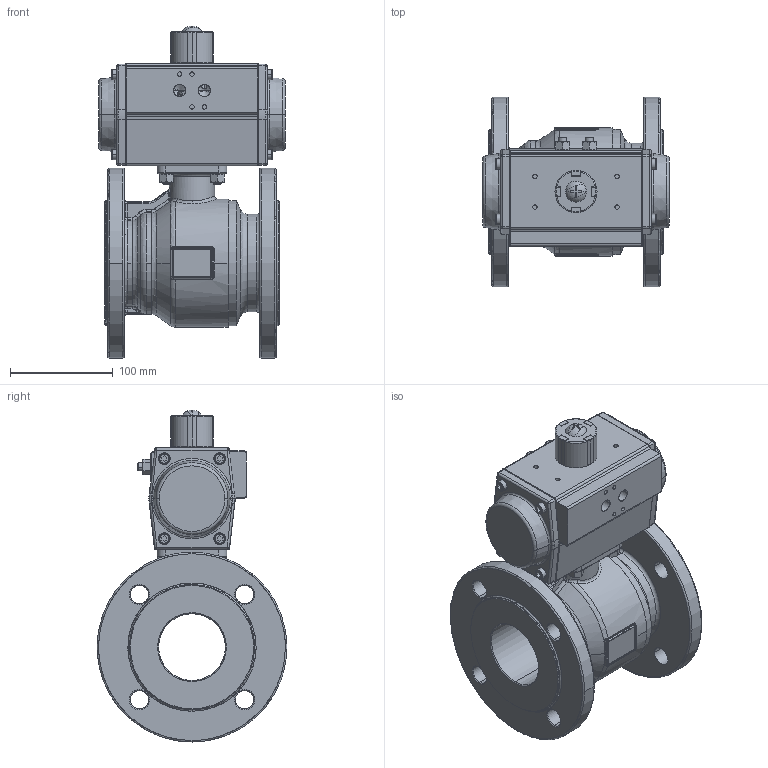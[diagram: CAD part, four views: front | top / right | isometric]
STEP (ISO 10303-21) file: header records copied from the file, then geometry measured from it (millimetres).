
FILE_DESCRIPTION(('HOOPS Exchange Step'),'2;1');
FILE_NAME('PK0400_DN65.stp','2025-04-09T10:57:02+02:00',('nieru'),('Unknown organisation'),'HOOPS Exchange 2024.2','HOOPS Exchange','Unknown authorisation');
FILE_SCHEMA( ('AP203_CONFIGURATION_CONTROLLED_3D_DESIGN_OF_MECHANICAL_PARTS_AND_ASSEMBLIES_MIM_LF') );
Length unit declared in the file: millimetre
Products named in the file (4): 0; root
Assembly tree (3 placements, depth 3):
  root
    0
      0
      0
Bounding box: 182 x 185 x 323.65 mm (x, y, z)
Volume: 822784.1 mm3; surface area: 382785.8 mm2
Topology: 33 solids, 1131 shells, 2097 faces, 7522 edges, 6549 vertices
Faces by surface type: cylinder 739, plane 527, torus 321, bspline 303, cone 144, sphere 63
Full cylindrical faces by diameter (mm): 6.8 x1
Entity records: 125423 total; most frequent: CARTESIAN_POINT 63149, DIRECTION 11863, ORIENTED_EDGE 9731, EDGE_CURVE 7428, VERTEX_POINT 6547, AXIS2_PLACEMENT_3D 4663, CIRCLE 2703, VECTOR 2537
